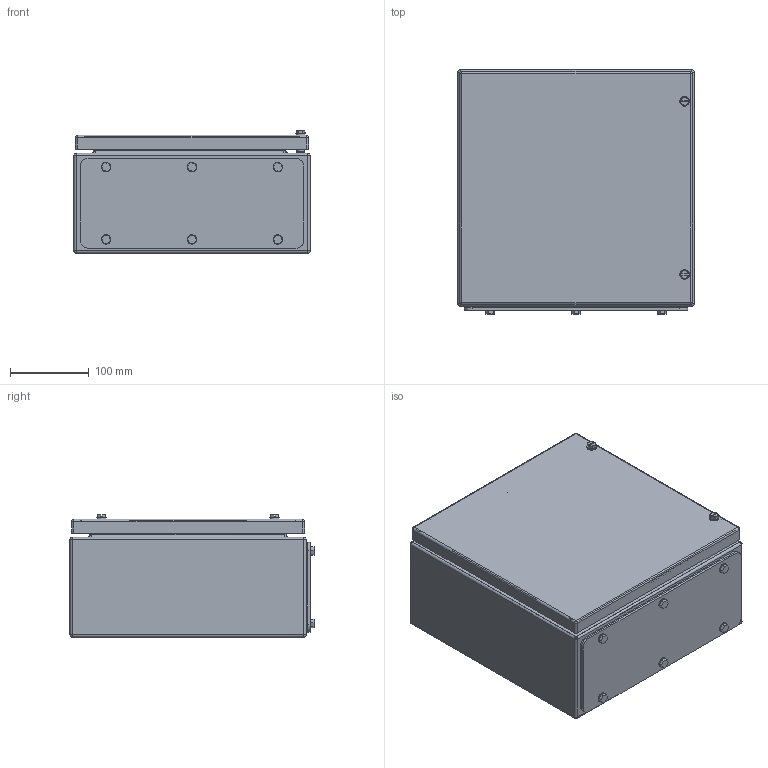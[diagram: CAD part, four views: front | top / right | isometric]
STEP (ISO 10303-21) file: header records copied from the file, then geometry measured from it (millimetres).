
FILE_DESCRIPTION(('CATIA V5R22 STEP214','CAx-IF Rec.Pracs.--- Model Styling and Organization---1.4--- 2014-01-23'),'2;1');
FILE_NAME ('D1518382_1_8000090349_LD_8000090349_KEBI_HS_303015_S2N1_AL.stp','2022-02-03T12:45:43+00:00',('none'),('Weidmueller'),'CATIA Version 5-6 Release 2016 SP3 HF44','CATIA V5 STEP AP214','none');
FILE_SCHEMA(('AUTOMOTIVE_DESIGN { 1 0 10303 214 1 1 1 1 }'));
Length unit declared in the file: millimetre
Products named in the file (1): HS KEBI 300X300X150 1GP
Bounding box: 300 x 310 x 155.6 mm (x, y, z)
Volume: 869658.1 mm3; surface area: 947234.6 mm2
Topology: 39 solids, 39 shells, 834 faces, 1982 edges, 1248 vertices
Faces by surface type: cylinder 378, plane 340, cone 52, sphere 24, torus 24, bspline 16
Entity records: 26758 total; most frequent: CARTESIAN_POINT 8320, ORIENTED_EDGE 3916, DIRECTION 3262, EDGE_CURVE 1958, AXIS2_PLACEMENT_3D 1407, VERTEX_POINT 1248, VECTOR 1038, LINE 1038
